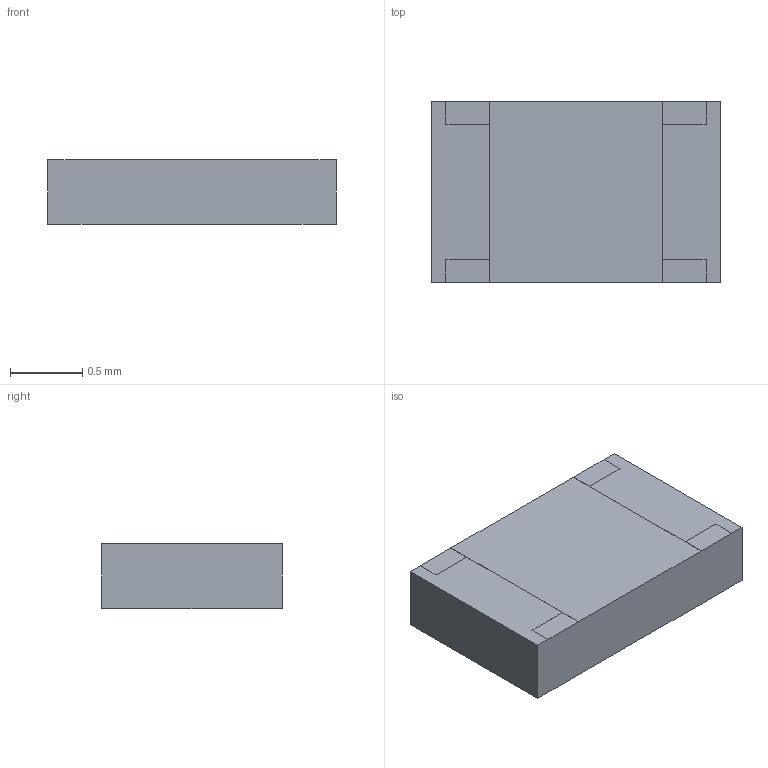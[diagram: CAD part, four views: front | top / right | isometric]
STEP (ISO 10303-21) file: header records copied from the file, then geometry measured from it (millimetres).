
FILE_DESCRIPTION((''),'2;1');
FILE_NAME('4141.stp','2014-09-10T10:38:31',('tmichling'),(''),'Autodesk Inventor 2011','Autodesk Inventor 2011','');
FILE_SCHEMA(('AUTOMOTIVE_DESIGN { 1 0 10303 214 1 1 1 1 }'));
Length unit declared in the file: millimetre
Products named in the file (1): ENG-1650271
Bounding box: 2 x 1.25 x 0.45 mm (x, y, z)
Volume: 1.1 mm3; surface area: 7.9 mm2
Topology: 1 solids, 1 shells, 26 faces, 72 edges, 48 vertices
Faces by surface type: plane 26
Entity records: 863 total; most frequent: CARTESIAN_POINT 147, ORIENTED_EDGE 144, DIRECTION 126, VECTOR 72, LINE 72, EDGE_CURVE 72, VERTEX_POINT 48, AXIS2_PLACEMENT_3D 27
